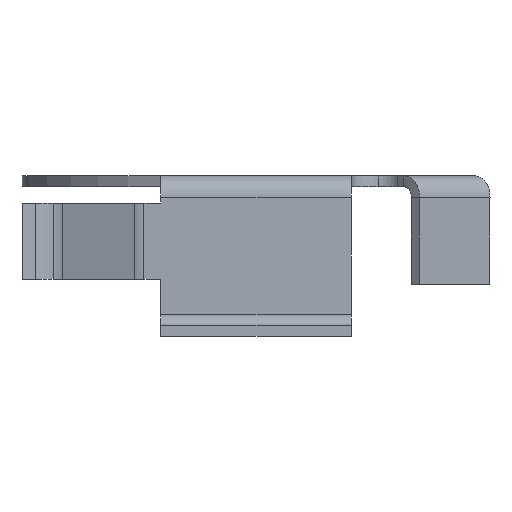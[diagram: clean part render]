
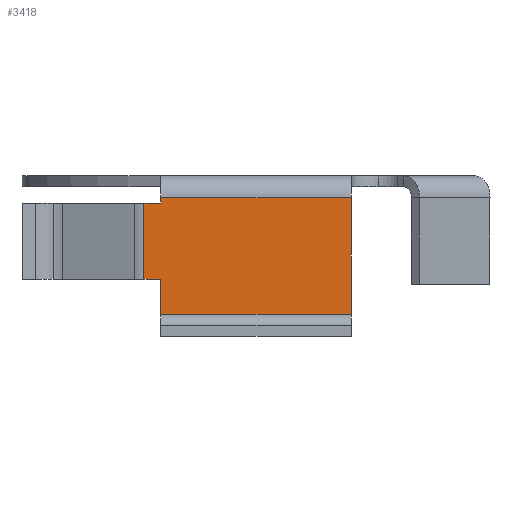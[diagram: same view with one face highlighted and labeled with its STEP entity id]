
A CAD part, left-side view. The second image highlights one B-rep face of the part: STEP entity #3418.
In plain terms, the highlighted planar face has unit normal (-1, 0, 0).
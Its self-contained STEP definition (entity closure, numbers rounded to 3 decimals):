
#117 = CARTESIAN_POINT ( 'NONE',  ( -5.35, -1.75, -2.35 ) ) ;
#267 = CARTESIAN_POINT ( 'NONE',  ( -5.35, 2.062, -0.3 ) ) ;
#270 = EDGE_CURVE ( 'NONE', #2182, #3960, #935, .T. ) ;
#304 = DIRECTION ( 'NONE',  ( 0., -1., 0. ) ) ;
#483 = DIRECTION ( 'NONE',  ( 0., 0., 1. ) ) ;
#506 = DIRECTION ( 'NONE',  ( 0., 0., 1. ) ) ;
#541 = CARTESIAN_POINT ( 'NONE',  ( -5.35, -1.75, -0.2 ) ) ;
#581 = VERTEX_POINT ( 'NONE', #267 ) ;
#594 = CARTESIAN_POINT ( 'NONE',  ( -5.35, 1.75, -2.35 ) ) ;
#603 = VECTOR ( 'NONE', #1191, 1000. ) ;
#712 = DIRECTION ( 'NONE',  ( 0., -1., 0. ) ) ;
#736 = LINE ( 'NONE', #1765, #3167 ) ;
#774 = DIRECTION ( 'NONE',  ( -1., 0., 0. ) ) ;
#795 = EDGE_CURVE ( 'NONE', #2755, #4109, #1086, .T. ) ;
#812 = CARTESIAN_POINT ( 'NONE',  ( -5.35, 1.75, -0.3 ) ) ;
#813 = LINE ( 'NONE', #3405, #1213 ) ;
#860 = ORIENTED_EDGE ( 'NONE', *, *, #915, .T. ) ;
#864 = VERTEX_POINT ( 'NONE', #117 ) ;
#915 = EDGE_CURVE ( 'NONE', #2808, #864, #927, .T. ) ;
#916 = VECTOR ( 'NONE', #3225, 1000. ) ;
#927 = LINE ( 'NONE', #2534, #1392 ) ;
#935 = LINE ( 'NONE', #1575, #4184 ) ;
#1000 = EDGE_CURVE ( 'NONE', #2755, #581, #1270, .T. ) ;
#1017 = ORIENTED_EDGE ( 'NONE', *, *, #4042, .T. ) ;
#1086 = LINE ( 'NONE', #1746, #3836 ) ;
#1133 = LINE ( 'NONE', #3443, #603 ) ;
#1191 = DIRECTION ( 'NONE',  ( 0., 0., -1. ) ) ;
#1213 = VECTOR ( 'NONE', #506, 1000. ) ;
#1270 = LINE ( 'NONE', #1924, #916 ) ;
#1392 = VECTOR ( 'NONE', #304, 1000. ) ;
#1429 = LINE ( 'NONE', #2748, #2355 ) ;
#1444 = ORIENTED_EDGE ( 'NONE', *, *, #1894, .F. ) ;
#1486 = DIRECTION ( 'NONE',  ( 0., 0., -1. ) ) ;
#1487 = ORIENTED_EDGE ( 'NONE', *, *, #270, .F. ) ;
#1491 = CARTESIAN_POINT ( 'NONE',  ( -5.35, 2.062, -1.7 ) ) ;
#1575 = CARTESIAN_POINT ( 'NONE',  ( -5.35, 3.044, -1.7 ) ) ;
#1590 = ORIENTED_EDGE ( 'NONE', *, *, #3130, .F. ) ;
#1746 = CARTESIAN_POINT ( 'NONE',  ( -5.35, 1.75, -0.2 ) ) ;
#1765 = CARTESIAN_POINT ( 'NONE',  ( -5.35, 0., -0.2 ) ) ;
#1894 = EDGE_CURVE ( 'NONE', #4109, #2051, #736, .T. ) ;
#1924 = CARTESIAN_POINT ( 'NONE',  ( -5.35, 3.044, -0.3 ) ) ;
#1927 = ORIENTED_EDGE ( 'NONE', *, *, #4060, .F. ) ;
#2051 = VERTEX_POINT ( 'NONE', #541 ) ;
#2066 = ORIENTED_EDGE ( 'NONE', *, *, #795, .F. ) ;
#2097 = CARTESIAN_POINT ( 'NONE',  ( -5.35, 0., -1.249 ) ) ;
#2182 = VERTEX_POINT ( 'NONE', #4175 ) ;
#2319 = PLANE ( 'NONE',  #3041 ) ;
#2355 = VECTOR ( 'NONE', #1486, 1000. ) ;
#2534 = CARTESIAN_POINT ( 'NONE',  ( -5.35, 0., -2.35 ) ) ;
#2633 = DIRECTION ( 'NONE',  ( 0., 0., 1. ) ) ;
#2748 = CARTESIAN_POINT ( 'NONE',  ( -5.35, -1.75, -0.2 ) ) ;
#2755 = VERTEX_POINT ( 'NONE', #812 ) ;
#2808 = VERTEX_POINT ( 'NONE', #594 ) ;
#2882 = DIRECTION ( 'NONE',  ( 0., 1., 0. ) ) ;
#3041 = AXIS2_PLACEMENT_3D ( 'NONE', #2097, #774, #2633 ) ;
#3130 = EDGE_CURVE ( 'NONE', #2051, #864, #1429, .T. ) ;
#3167 = VECTOR ( 'NONE', #712, 1000. ) ;
#3225 = DIRECTION ( 'NONE',  ( 0., 1., 0. ) ) ;
#3335 = CARTESIAN_POINT ( 'NONE',  ( -5.35, 1.75, -0.2 ) ) ;
#3405 = CARTESIAN_POINT ( 'NONE',  ( -5.35, 1.75, -0.2 ) ) ;
#3418 = ADVANCED_FACE ( 'NONE', ( #3679 ), #2319, .T. ) ;
#3443 = CARTESIAN_POINT ( 'NONE',  ( -5.35, 2.062, -1.249 ) ) ;
#3679 = FACE_OUTER_BOUND ( 'NONE', #3703, .T. ) ;
#3686 = ORIENTED_EDGE ( 'NONE', *, *, #1000, .T. ) ;
#3703 = EDGE_LOOP ( 'NONE', ( #1487, #1927, #860, #1590, #1444, #2066, #3686, #1017 ) ) ;
#3836 = VECTOR ( 'NONE', #483, 1000. ) ;
#3960 = VERTEX_POINT ( 'NONE', #1491 ) ;
#4042 = EDGE_CURVE ( 'NONE', #581, #3960, #1133, .T. ) ;
#4060 = EDGE_CURVE ( 'NONE', #2808, #2182, #813, .T. ) ;
#4109 = VERTEX_POINT ( 'NONE', #3335 ) ;
#4175 = CARTESIAN_POINT ( 'NONE',  ( -5.35, 1.75, -1.7 ) ) ;
#4184 = VECTOR ( 'NONE', #2882, 1000. ) ;
